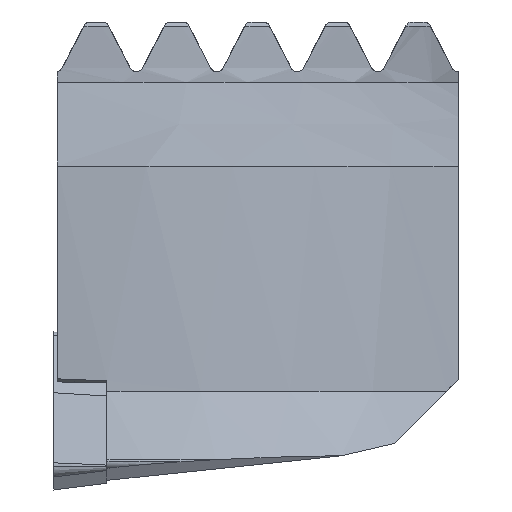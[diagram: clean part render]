
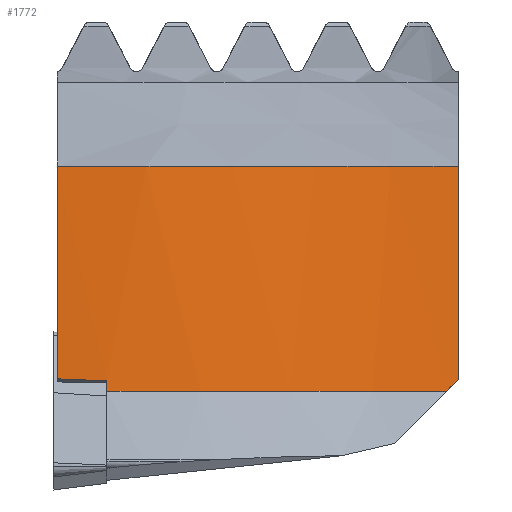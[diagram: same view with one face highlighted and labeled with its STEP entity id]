
A CAD part, left-side view. The second image highlights one B-rep face of the part: STEP entity #1772.
In plain terms, the highlighted cylindrical face has radius 42.56 mm (diameter 85.12 mm), a partial arc.
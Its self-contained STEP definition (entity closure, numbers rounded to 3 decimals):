
#1466=EDGE_CURVE('NONE',#1920,#3414,#4104,.T.);
#1596=EDGE_CURVE('NONE',#3280,#3506,#4243,.T.);
#1616=EDGE_CURVE('NONE',#1920,#3280,#4264,.T.);
#1772=ADVANCED_FACE('NONE',(#4430),#4431,.T.);
#1920=VERTEX_POINT('NONE',#4594);
#2084=VERTEX_POINT('NONE',#4772);
#2554=VERTEX_POINT('NONE',#5293);
#2678=VERTEX_POINT('NONE',#5427);
#2712=EDGE_CURVE('NONE',#2554,#2678,#5466,.T.);
#3036=EDGE_CURVE('NONE',#2678,#2084,#5824,.T.);
#3280=VERTEX_POINT('NONE',#6099);
#3414=VERTEX_POINT('NONE',#6246);
#3452=EDGE_CURVE('NONE',#2554,#3506,#6286,.T.);
#3506=VERTEX_POINT('NONE',#6352);
#3644=EDGE_CURVE('NONE',#2084,#3414,#6505,.T.);
#4104=LINE('',#7149,#7150);
#4243=CIRCLE('',#7438,42.56);
#4264=(B_SPLINE_CURVE(3,(#7485,#7486,#7487,#7488),.UNSPECIFIED.,.F.,.F.)B_SPLINE_CURVE_WITH_KNOTS((4,4),(3.93,3.958),.UNSPECIFIED.)RATIONAL_B_SPLINE_CURVE((1.0,1.,1.,1.0))BOUNDED_CURVE()REPRESENTATION_ITEM('')GEOMETRIC_REPRESENTATION_ITEM()CURVE());
#4430=FACE_OUTER_BOUND('',#7848,.T.);
#4431=CYLINDRICAL_SURFACE('',#7849,42.56);
#4594=CARTESIAN_POINT('',(14.811,-30.17,8.232));
#4772=CARTESIAN_POINT('',(2.44,-0.27,24.159));
#5293=CARTESIAN_POINT('',(2.61,-3.97,8.144));
#5427=CARTESIAN_POINT('',(2.44,-0.27,8.286));
#5466=(B_SPLINE_CURVE(3,(#10031,#10032,#10033,#10034),.UNSPECIFIED.,.F.,.F.)B_SPLINE_CURVE_WITH_KNOTS((4,4),(3.052,3.139),.UNSPECIFIED.)RATIONAL_B_SPLINE_CURVE((1.0,0.999,0.999,1.0))BOUNDED_CURVE()REPRESENTATION_ITEM('')GEOMETRIC_REPRESENTATION_ITEM()CURVE());
#5824=LINE('',#10877,#10878);
#6099=CARTESIAN_POINT('',(13.984,-29.313,7.376));
#6246=CARTESIAN_POINT('',(14.811,-30.17,24.159));
#6286=LINE('',#11964,#11965);
#6352=CARTESIAN_POINT('',(2.61,-3.97,7.376));
#6505=CIRCLE('',#12502,42.56);
#7149=CARTESIAN_POINT('',(14.811,-30.17,7.376));
#7150=VECTOR('',#13334,1000.0);
#7438=AXIS2_PLACEMENT_3D('',#13474,#13475,#13476);
#7485=CARTESIAN_POINT('',(14.811,-30.17,8.232));
#7486=CARTESIAN_POINT('',(14.531,-29.888,7.951));
#7487=CARTESIAN_POINT('',(14.255,-29.603,7.665));
#7488=CARTESIAN_POINT('',(13.984,-29.313,7.376));
#7848=EDGE_LOOP('',(#13613,#13614,#13615,#13616,#13617,#13618,#13619));
#7849=AXIS2_PLACEMENT_3D('',#13620,#13621,#13622);
#10031=CARTESIAN_POINT('',(2.61,-3.97,8.144));
#10032=CARTESIAN_POINT('',(2.5,-2.74,8.236));
#10033=CARTESIAN_POINT('',(2.443,-1.505,8.284));
#10034=CARTESIAN_POINT('',(2.44,-0.27,8.286));
#10877=CARTESIAN_POINT('',(2.44,-0.27,7.376));
#10878=VECTOR('',#15169,1000.0);
#11964=CARTESIAN_POINT('',(2.61,-3.97,7.376));
#11965=VECTOR('',#15659,1000.0);
#12502=AXIS2_PLACEMENT_3D('',#15919,#15920,#15921);
#13334=DIRECTION('',(0.,0.,1.0));
#13474=CARTESIAN_POINT('',(45.0,-0.17,7.376));
#13475=DIRECTION('',(0.,0.,-1.0));
#13476=DIRECTION('',(-1.0,0.,0.));
#13613=ORIENTED_EDGE('',*,*,#1616,.F.);
#13614=ORIENTED_EDGE('',*,*,#1466,.T.);
#13615=ORIENTED_EDGE('',*,*,#3644,.F.);
#13616=ORIENTED_EDGE('',*,*,#3036,.F.);
#13617=ORIENTED_EDGE('',*,*,#2712,.F.);
#13618=ORIENTED_EDGE('',*,*,#3452,.T.);
#13619=ORIENTED_EDGE('',*,*,#1596,.F.);
#13620=CARTESIAN_POINT('',(45.0,-0.17,7.376));
#13621=DIRECTION('',(0.,0.,-1.0));
#13622=DIRECTION('',(-1.0,0.,0.));
#15169=DIRECTION('',(0.,0.,1.0));
#15659=DIRECTION('',(0.,0.,-1.0));
#15919=CARTESIAN_POINT('',(45.0,-0.17,24.159));
#15920=DIRECTION('',(0.,0.,1.0));
#15921=DIRECTION('',(0.,1.0,0.));
